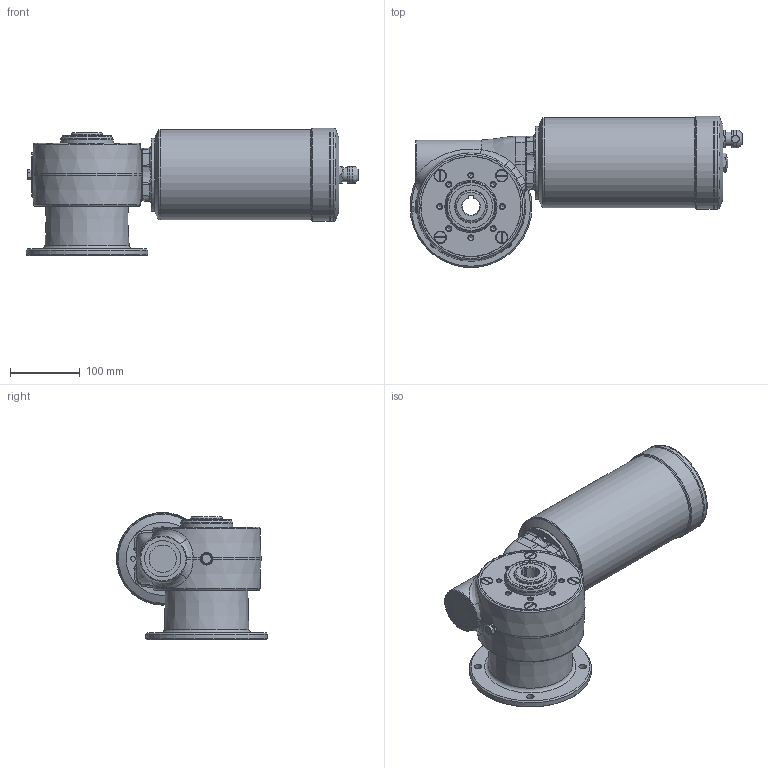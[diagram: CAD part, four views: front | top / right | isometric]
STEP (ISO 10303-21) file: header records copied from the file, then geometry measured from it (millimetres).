
FILE_DESCRIPTION( ( 'Unknown' ), '1' );
FILE_NAME( 'B7A06CAF2C6FE4DB3DB6C52496E437FD.3d.stp', 'Unknown', ( 'Unknown' ), ( 'Unknown' ), 'PSStep 10.1', 'Unknown', ' ' );
FILE_SCHEMA( ( 'AUTOMOTIVE_DESIGN { 1 0 10303 214 1 1 1 1 }' ) );
Length unit declared in the file: millimetre
Products named in the file (1): N638800
Bounding box: 476.5 x 217 x 182.5 mm (x, y, z)
Volume: 5888396.1 mm3; surface area: 346036.8 mm2
Topology: 1 solids, 24 shells, 614 faces, 1431 edges, 915 vertices
Faces by surface type: plane 213, cylinder 141, cone 131, bspline 88, torus 40, sphere 1
Full cylindrical faces by diameter (mm): 4.134 x2, 4.917 x8, 6.647 x20, 7 x5, 8 x8, 9 x8, 10.5 x4, 13 x8, 13.4 x1, 14 x5, 16.662 x1, 17 x1, 18 x1, 20 x1, 35 x1, 39 x1, 45 x2, 46 x2, 47 x1, 47.5 x2, 52 x2, 62 x2, 75 x3, 105 x1, 115 x1, 128.98 x1, 129 x2, 132.98 x2, 133 x3, 144 x1
Entity records: 27587 total; most frequent: CARTESIAN_POINT 11075, DIRECTION 2285, ORIENTED_EDGE 2092, EDGE_CURVE 1046, AXIS2_PLACEMENT_3D 995, EDGE_LOOP 926, VERTEX_POINT 793, FACE_OUTER_BOUND 743
